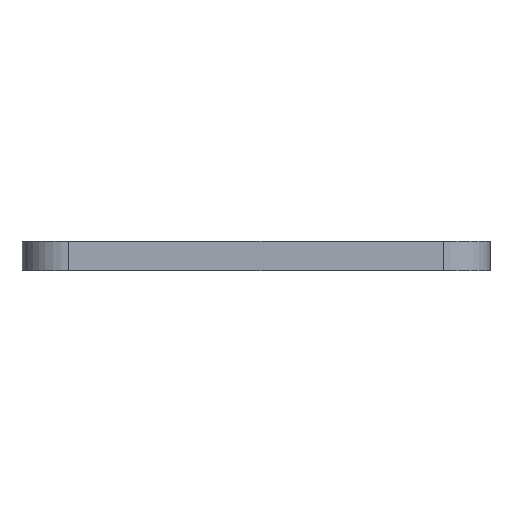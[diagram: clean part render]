
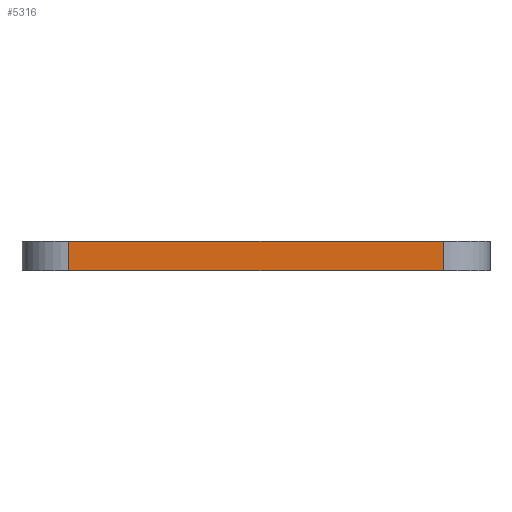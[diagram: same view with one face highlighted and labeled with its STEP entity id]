
A CAD part, left-side view. The second image highlights one B-rep face of the part: STEP entity #5316.
In plain terms, the highlighted planar face has unit normal (-1, 0, 0).
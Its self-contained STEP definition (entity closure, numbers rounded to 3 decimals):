
#83 = PLANE('',#84);
#84 = AXIS2_PLACEMENT_3D('',#85,#86,#87);
#85 = CARTESIAN_POINT('',(148.501,-105.004,1.6));
#86 = DIRECTION('',(-0.,-0.,-1.));
#87 = DIRECTION('',(-1.,0.,0.));
#137 = PLANE('',#138);
#138 = AXIS2_PLACEMENT_3D('',#139,#140,#141);
#139 = CARTESIAN_POINT('',(148.501,-105.004,0.));
#140 = DIRECTION('',(-0.,-0.,-1.));
#141 = DIRECTION('',(-1.,0.,0.));
#350 = VERTEX_POINT('',#351);
#351 = CARTESIAN_POINT('',(123.101,-115.164,0.));
#370 = CYLINDRICAL_SURFACE('',#371,2.54);
#371 = AXIS2_PLACEMENT_3D('',#372,#373,#374);
#372 = CARTESIAN_POINT('',(125.641,-115.164,0.));
#373 = DIRECTION('',(-0.,-0.,-1.));
#374 = DIRECTION('',(1.,0.,-0.));
#382 = EDGE_CURVE('',#350,#383,#385,.T.);
#383 = VERTEX_POINT('',#384);
#384 = CARTESIAN_POINT('',(123.101,-94.844,0.));
#385 = SURFACE_CURVE('',#386,(#390,#397),.PCURVE_S1.);
#386 = LINE('',#387,#388);
#387 = CARTESIAN_POINT('',(123.101,-115.164,0.));
#388 = VECTOR('',#389,1.);
#389 = DIRECTION('',(0.,1.,0.));
#390 = PCURVE('',#137,#391);
#391 = DEFINITIONAL_REPRESENTATION('',(#392),#396);
#392 = LINE('',#393,#394);
#393 = CARTESIAN_POINT('',(25.4,-10.16));
#394 = VECTOR('',#395,1.);
#395 = DIRECTION('',(0.,1.));
#396 = ( GEOMETRIC_REPRESENTATION_CONTEXT(2) 
PARAMETRIC_REPRESENTATION_CONTEXT() REPRESENTATION_CONTEXT('2D SPACE',''
  ) );
#397 = PCURVE('',#398,#403);
#398 = PLANE('',#399);
#399 = AXIS2_PLACEMENT_3D('',#400,#401,#402);
#400 = CARTESIAN_POINT('',(123.101,-115.164,0.));
#401 = DIRECTION('',(-1.,0.,0.));
#402 = DIRECTION('',(0.,1.,0.));
#403 = DEFINITIONAL_REPRESENTATION('',(#404),#408);
#404 = LINE('',#405,#406);
#405 = CARTESIAN_POINT('',(0.,0.));
#406 = VECTOR('',#407,1.);
#407 = DIRECTION('',(1.,0.));
#408 = ( GEOMETRIC_REPRESENTATION_CONTEXT(2) 
PARAMETRIC_REPRESENTATION_CONTEXT() REPRESENTATION_CONTEXT('2D SPACE',''
  ) );
#431 = CYLINDRICAL_SURFACE('',#432,2.54);
#432 = AXIS2_PLACEMENT_3D('',#433,#434,#435);
#433 = CARTESIAN_POINT('',(125.641,-94.844,0.));
#434 = DIRECTION('',(-0.,-0.,-1.));
#435 = DIRECTION('',(1.,0.,-0.));
#2979 = VERTEX_POINT('',#2980);
#2980 = CARTESIAN_POINT('',(123.101,-115.164,1.6));
#3006 = EDGE_CURVE('',#2979,#3007,#3009,.T.);
#3007 = VERTEX_POINT('',#3008);
#3008 = CARTESIAN_POINT('',(123.101,-94.844,1.6));
#3009 = SURFACE_CURVE('',#3010,(#3014,#3021),.PCURVE_S1.);
#3010 = LINE('',#3011,#3012);
#3011 = CARTESIAN_POINT('',(123.101,-115.164,1.6));
#3012 = VECTOR('',#3013,1.);
#3013 = DIRECTION('',(0.,1.,0.));
#3014 = PCURVE('',#83,#3015);
#3015 = DEFINITIONAL_REPRESENTATION('',(#3016),#3020);
#3016 = LINE('',#3017,#3018);
#3017 = CARTESIAN_POINT('',(25.4,-10.16));
#3018 = VECTOR('',#3019,1.);
#3019 = DIRECTION('',(0.,1.));
#3020 = ( GEOMETRIC_REPRESENTATION_CONTEXT(2) 
PARAMETRIC_REPRESENTATION_CONTEXT() REPRESENTATION_CONTEXT('2D SPACE',''
  ) );
#3021 = PCURVE('',#398,#3022);
#3022 = DEFINITIONAL_REPRESENTATION('',(#3023),#3027);
#3023 = LINE('',#3024,#3025);
#3024 = CARTESIAN_POINT('',(0.,-1.6));
#3025 = VECTOR('',#3026,1.);
#3026 = DIRECTION('',(1.,0.));
#3027 = ( GEOMETRIC_REPRESENTATION_CONTEXT(2) 
PARAMETRIC_REPRESENTATION_CONTEXT() REPRESENTATION_CONTEXT('2D SPACE',''
  ) );
#5268 = EDGE_CURVE('',#383,#3007,#5269,.T.);
#5269 = SURFACE_CURVE('',#5270,(#5274,#5281),.PCURVE_S1.);
#5270 = LINE('',#5271,#5272);
#5271 = CARTESIAN_POINT('',(123.101,-94.844,0.));
#5272 = VECTOR('',#5273,1.);
#5273 = DIRECTION('',(0.,0.,1.));
#5274 = PCURVE('',#431,#5275);
#5275 = DEFINITIONAL_REPRESENTATION('',(#5276),#5280);
#5276 = LINE('',#5277,#5278);
#5277 = CARTESIAN_POINT('',(-3.141,0.));
#5278 = VECTOR('',#5279,1.);
#5279 = DIRECTION('',(-0.,-1.));
#5280 = ( GEOMETRIC_REPRESENTATION_CONTEXT(2) 
PARAMETRIC_REPRESENTATION_CONTEXT() REPRESENTATION_CONTEXT('2D SPACE',''
  ) );
#5281 = PCURVE('',#398,#5282);
#5282 = DEFINITIONAL_REPRESENTATION('',(#5283),#5287);
#5283 = LINE('',#5284,#5285);
#5284 = CARTESIAN_POINT('',(20.32,0.));
#5285 = VECTOR('',#5286,1.);
#5286 = DIRECTION('',(0.,-1.));
#5287 = ( GEOMETRIC_REPRESENTATION_CONTEXT(2) 
PARAMETRIC_REPRESENTATION_CONTEXT() REPRESENTATION_CONTEXT('2D SPACE',''
  ) );
#5293 = EDGE_CURVE('',#350,#2979,#5294,.T.);
#5294 = SURFACE_CURVE('',#5295,(#5299,#5306),.PCURVE_S1.);
#5295 = LINE('',#5296,#5297);
#5296 = CARTESIAN_POINT('',(123.101,-115.164,0.));
#5297 = VECTOR('',#5298,1.);
#5298 = DIRECTION('',(0.,0.,1.));
#5299 = PCURVE('',#370,#5300);
#5300 = DEFINITIONAL_REPRESENTATION('',(#5301),#5305);
#5301 = LINE('',#5302,#5303);
#5302 = CARTESIAN_POINT('',(-3.141,0.));
#5303 = VECTOR('',#5304,1.);
#5304 = DIRECTION('',(-0.,-1.));
#5305 = ( GEOMETRIC_REPRESENTATION_CONTEXT(2) 
PARAMETRIC_REPRESENTATION_CONTEXT() REPRESENTATION_CONTEXT('2D SPACE',''
  ) );
#5306 = PCURVE('',#398,#5307);
#5307 = DEFINITIONAL_REPRESENTATION('',(#5308),#5312);
#5308 = LINE('',#5309,#5310);
#5309 = CARTESIAN_POINT('',(0.,0.));
#5310 = VECTOR('',#5311,1.);
#5311 = DIRECTION('',(0.,-1.));
#5312 = ( GEOMETRIC_REPRESENTATION_CONTEXT(2) 
PARAMETRIC_REPRESENTATION_CONTEXT() REPRESENTATION_CONTEXT('2D SPACE',''
  ) );
#5316 = ADVANCED_FACE('',(#5317),#398,.T.);
#5317 = FACE_BOUND('',#5318,.T.);
#5318 = EDGE_LOOP('',(#5319,#5320,#5321,#5322));
#5319 = ORIENTED_EDGE('',*,*,#5293,.T.);
#5320 = ORIENTED_EDGE('',*,*,#3006,.T.);
#5321 = ORIENTED_EDGE('',*,*,#5268,.F.);
#5322 = ORIENTED_EDGE('',*,*,#382,.F.);
